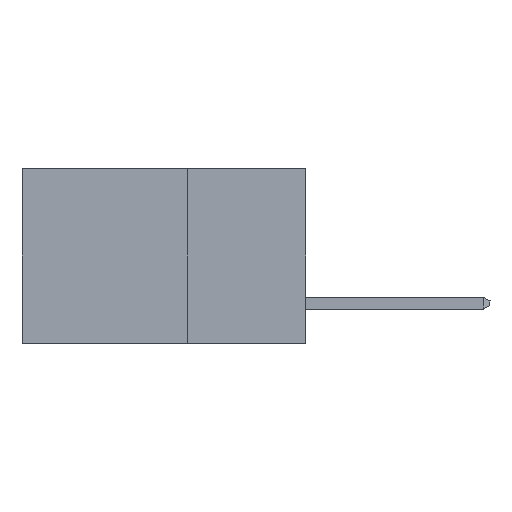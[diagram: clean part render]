
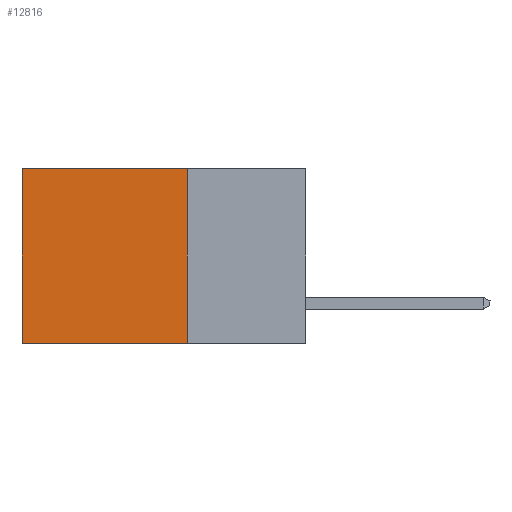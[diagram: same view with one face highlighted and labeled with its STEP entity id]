
A CAD part, left-side view. The second image highlights one B-rep face of the part: STEP entity #12816.
In plain terms, the highlighted planar face has unit normal (-1, 0, 0).
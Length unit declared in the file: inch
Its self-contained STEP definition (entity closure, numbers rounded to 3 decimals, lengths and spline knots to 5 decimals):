
#423 = DIRECTION ( 'NONE',  ( 0., 0., -1. ) ) ;
#1553 = DIRECTION ( 'NONE',  ( 1., 0., 0. ) ) ;
#2791 = VERTEX_POINT ( 'NONE', #25398 ) ;
#5397 = FACE_OUTER_BOUND ( 'NONE', #22752, .T. ) ;
#5466 = ORIENTED_EDGE ( 'NONE', *, *, #12917, .F. ) ;
#5887 = LINE ( 'NONE', #9419, #22640 ) ;
#6507 = VECTOR ( 'NONE', #423, 39.37008 ) ;
#7307 = VERTEX_POINT ( 'NONE', #18343 ) ;
#7632 = PLANE ( 'NONE',  #8133 ) ;
#8004 = DIRECTION ( 'NONE',  ( 0., 1., 0. ) ) ;
#8031 = CARTESIAN_POINT ( 'NONE',  ( 0.298, 0.25, -0.37 ) ) ;
#8133 = AXIS2_PLACEMENT_3D ( 'NONE', #9658, #1553, #25527 ) ;
#8180 = CARTESIAN_POINT ( 'NONE',  ( 0.298, 0.25, -0.37 ) ) ;
#8840 = EDGE_CURVE ( 'NONE', #2791, #12492, #13932, .T. ) ;
#9130 = ORIENTED_EDGE ( 'NONE', *, *, #16667, .F. ) ;
#9370 = LINE ( 'NONE', #8180, #17393 ) ;
#9419 = CARTESIAN_POINT ( 'NONE',  ( 0.298, 0.25, 0. ) ) ;
#9658 = CARTESIAN_POINT ( 'NONE',  ( 0.298, 0.25, 0. ) ) ;
#10310 = ORIENTED_EDGE ( 'NONE', *, *, #8840, .T. ) ;
#12492 = VERTEX_POINT ( 'NONE', #23895 ) ;
#12637 = ORIENTED_EDGE ( 'NONE', *, *, #17482, .T. ) ;
#12816 = ADVANCED_FACE ( 'NONE', ( #5397 ), #7632, .F. ) ;
#12917 = EDGE_CURVE ( 'NONE', #7307, #16142, #18754, .T. ) ;
#13932 = LINE ( 'NONE', #22199, #6507 ) ;
#15684 = DIRECTION ( 'NONE',  ( 0., 0., -1. ) ) ;
#15945 = VECTOR ( 'NONE', #15684, 39.37008 ) ;
#16142 = VERTEX_POINT ( 'NONE', #8031 ) ;
#16667 = EDGE_CURVE ( 'NONE', #16142, #12492, #9370, .T. ) ;
#17393 = VECTOR ( 'NONE', #8004, 39.37008 ) ;
#17482 = EDGE_CURVE ( 'NONE', #7307, #2791, #5887, .T. ) ;
#18343 = CARTESIAN_POINT ( 'NONE',  ( 0.298, 0.25, 0. ) ) ;
#18754 = LINE ( 'NONE', #19792, #15945 ) ;
#19792 = CARTESIAN_POINT ( 'NONE',  ( 0.298, 0.25, 0. ) ) ;
#22199 = CARTESIAN_POINT ( 'NONE',  ( 0.298, 0.6, 0. ) ) ;
#22640 = VECTOR ( 'NONE', #23361, 39.37008 ) ;
#22752 = EDGE_LOOP ( 'NONE', ( #10310, #9130, #5466, #12637 ) ) ;
#23361 = DIRECTION ( 'NONE',  ( 0., 1., 0. ) ) ;
#23895 = CARTESIAN_POINT ( 'NONE',  ( 0.298, 0.6, -0.37 ) ) ;
#25398 = CARTESIAN_POINT ( 'NONE',  ( 0.298, 0.6, 0. ) ) ;
#25527 = DIRECTION ( 'NONE',  ( 0., 0., -1. ) ) ;
